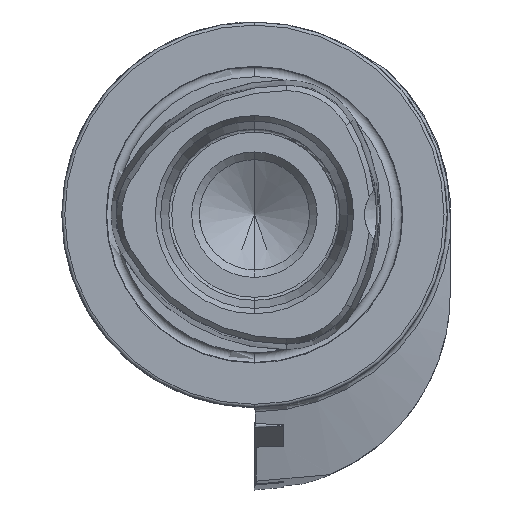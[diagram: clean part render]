
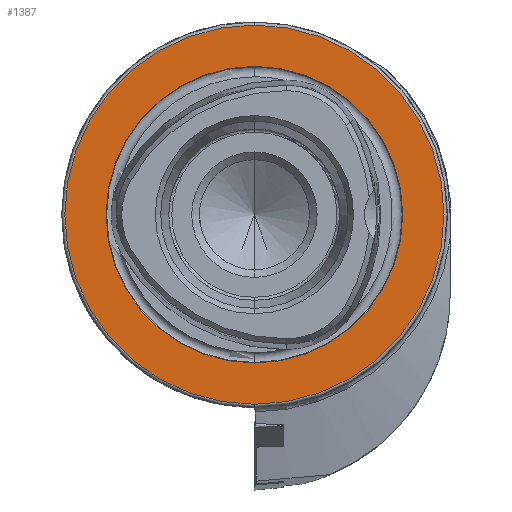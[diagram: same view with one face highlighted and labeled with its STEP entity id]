
A CAD part, left-side view. The second image highlights one B-rep face of the part: STEP entity #1387.
In plain terms, the highlighted planar face has unit normal (-1, 0, 0).
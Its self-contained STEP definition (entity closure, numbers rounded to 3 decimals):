
#225 = DIRECTION ( 'NONE',  ( -1., 0., 0. ) ) ;
#753 = AXIS2_PLACEMENT_3D ( 'NONE', #4686, #225, #5454 ) ;
#919 = ORIENTED_EDGE ( 'NONE', *, *, #2164, .F. ) ;
#1110 = CARTESIAN_POINT ( 'NONE',  ( 0., 0., 31. ) ) ;
#1387 = ADVANCED_FACE ( 'NONE', ( #9007, #5322 ), #8572, .F. ) ;
#1770 = CARTESIAN_POINT ( 'NONE',  ( 0., 0., 0. ) ) ;
#2164 = EDGE_CURVE ( 'NONE', #8641, #9111, #6357, .T. ) ;
#2412 = EDGE_CURVE ( 'NONE', #9111, #8641, #6689, .T. ) ;
#2503 = DIRECTION ( 'NONE',  ( 0., 0., 1. ) ) ;
#2534 = CARTESIAN_POINT ( 'NONE',  ( 0., 0., -31. ) ) ;
#2709 = CIRCLE ( 'NONE', #4002, 31. ) ;
#3354 = EDGE_CURVE ( 'NONE', #4194, #4164, #2709, .T. ) ;
#3806 = CARTESIAN_POINT ( 'NONE',  ( 0., 0., 0. ) ) ;
#3813 = ORIENTED_EDGE ( 'NONE', *, *, #3354, .T. ) ;
#4002 = AXIS2_PLACEMENT_3D ( 'NONE', #1770, #6967, #2503 ) ;
#4020 = EDGE_CURVE ( 'NONE', #4164, #4194, #8853, .T. ) ;
#4120 = DIRECTION ( 'NONE',  ( -1., 0., 0. ) ) ;
#4164 = VERTEX_POINT ( 'NONE', #2534 ) ;
#4194 = VERTEX_POINT ( 'NONE', #1110 ) ;
#4576 = DIRECTION ( 'NONE',  ( 0., 0., 1. ) ) ;
#4686 = CARTESIAN_POINT ( 'NONE',  ( 0., 0., 0. ) ) ;
#4719 = CARTESIAN_POINT ( 'NONE',  ( 0., 0., -24.25 ) ) ;
#4729 = ORIENTED_EDGE ( 'NONE', *, *, #2412, .F. ) ;
#5322 = FACE_OUTER_BOUND ( 'NONE', #7879, .T. ) ;
#5454 = DIRECTION ( 'NONE',  ( 0., 0., 1. ) ) ;
#5577 = DIRECTION ( 'NONE',  ( 0., 0., 1. ) ) ;
#6357 = CIRCLE ( 'NONE', #753, 24.25 ) ;
#6650 = ORIENTED_EDGE ( 'NONE', *, *, #4020, .T. ) ;
#6665 = CARTESIAN_POINT ( 'NONE',  ( 0., 0., 0. ) ) ;
#6689 = CIRCLE ( 'NONE', #7245, 24.25 ) ;
#6868 = CARTESIAN_POINT ( 'NONE',  ( 0., 0., 24.25 ) ) ;
#6967 = DIRECTION ( 'NONE',  ( -1., 0., 0. ) ) ;
#7245 = AXIS2_PLACEMENT_3D ( 'NONE', #6665, #4120, #5577 ) ;
#7619 = AXIS2_PLACEMENT_3D ( 'NONE', #3806, #9009, #4576 ) ;
#7879 = EDGE_LOOP ( 'NONE', ( #3813, #6650 ) ) ;
#7895 = EDGE_LOOP ( 'NONE', ( #919, #4729 ) ) ;
#7940 = DIRECTION ( 'NONE',  ( 0., 0., -1. ) ) ;
#8517 = DIRECTION ( 'NONE',  ( 1., 0., 0. ) ) ;
#8547 = CARTESIAN_POINT ( 'NONE',  ( 0., 24.25, 0. ) ) ;
#8572 = PLANE ( 'NONE',  #8966 ) ;
#8641 = VERTEX_POINT ( 'NONE', #6868 ) ;
#8853 = CIRCLE ( 'NONE', #7619, 31. ) ;
#8966 = AXIS2_PLACEMENT_3D ( 'NONE', #8547, #8517, #7940 ) ;
#9007 = FACE_BOUND ( 'NONE', #7895, .T. ) ;
#9009 = DIRECTION ( 'NONE',  ( -1., 0., 0. ) ) ;
#9111 = VERTEX_POINT ( 'NONE', #4719 ) ;
